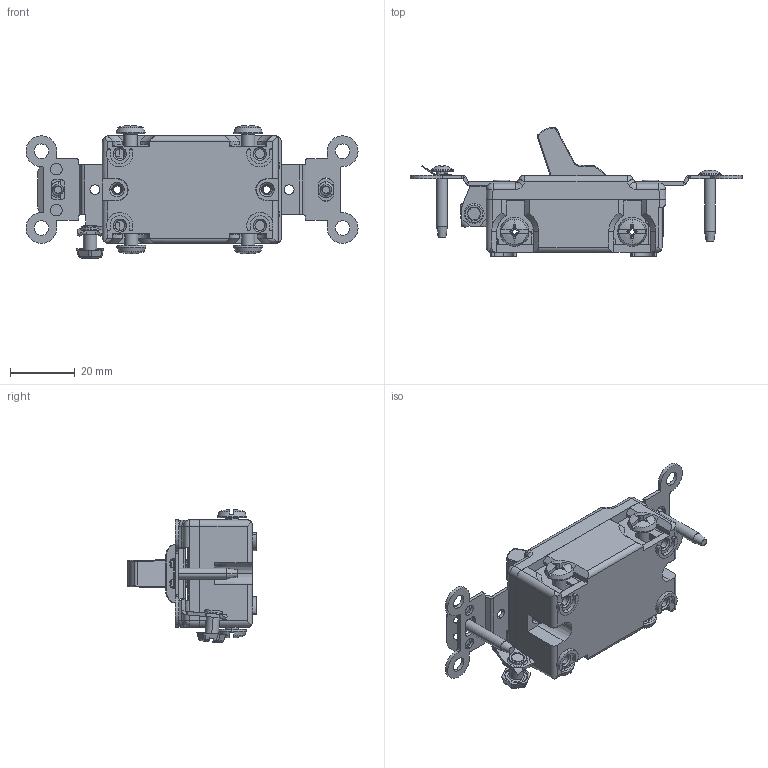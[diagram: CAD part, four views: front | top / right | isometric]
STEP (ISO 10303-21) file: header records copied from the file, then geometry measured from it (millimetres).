
FILE_DESCRIPTION (( 'STEP AP214' ), '1' );
FILE_NAME ('CATSTD-01224-000-M01.STEP', '2020-02-12T16:15:10', ( '' ), ( '' ), 'SwSTEP 2.0', 'SolidWorks 2017', '' );
FILE_SCHEMA (( 'AUTOMOTIVE_DESIGN' ));
Length unit declared in the file: inch
Products named in the file (1): CATSTD-01224-000-M01
Bounding box: 102.88 x 39.93 x 41.17 mm (x, y, z)
Surface area: 17830.4 mm2 (no closed solid volume)
Topology: 0 solids, 28 shells, 894 faces, 2992 edges, 2109 vertices
Faces by surface type: plane 428, cylinder 272, cone 77, bspline 42, torus 40, sphere 35
Entity records: 48981 total; most frequent: CARTESIAN_POINT 12771, ORIENTED_EDGE 5011, DIRECTION 4770, EDGE_CURVE 2984, VERTEX_POINT 2109, AXIS2_PLACEMENT_3D 1619, LINE 1532, VECTOR 1532
